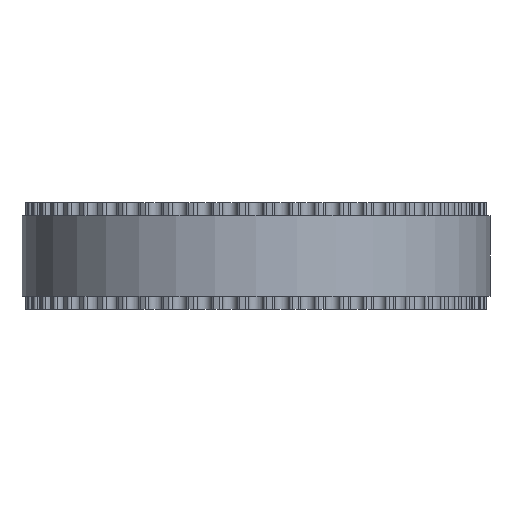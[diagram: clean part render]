
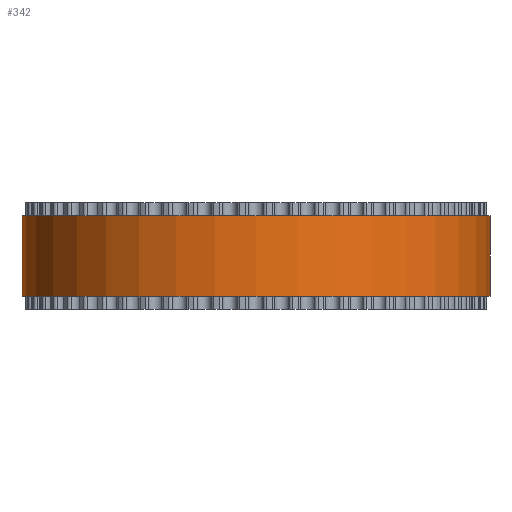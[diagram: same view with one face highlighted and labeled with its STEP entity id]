
A CAD part, front view. The second image highlights one B-rep face of the part: STEP entity #342.
In plain terms, the highlighted cylindrical face has radius 17.507 mm (diameter 35.014 mm), a full revolution.
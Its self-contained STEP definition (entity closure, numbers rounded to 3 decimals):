
#97=FACE_BOUND('',#1008,.T.);
#98=FACE_BOUND('',#1009,.T.);
#342=ADVANCED_FACE('',(#97,#98),#563,.T.);
#563=CYLINDRICAL_SURFACE('',#4983,17.507);
#1008=EDGE_LOOP('',(#2770));
#1009=EDGE_LOOP('',(#2771));
#2770=ORIENTED_EDGE('',*,*,#3874,.T.);
#2771=ORIENTED_EDGE('',*,*,#3875,.T.);
#3212=VERTEX_POINT('',#7860);
#3213=VERTEX_POINT('',#7862);
#3874=EDGE_CURVE('',#3212,#3212,#4316,.T.);
#3875=EDGE_CURVE('',#3213,#3213,#4317,.T.);
#4316=CIRCLE('',#4981,17.507);
#4317=CIRCLE('',#4982,17.507);
#4981=AXIS2_PLACEMENT_3D('',#7859,#6530,#6531);
#4982=AXIS2_PLACEMENT_3D('',#7861,#6532,#6533);
#4983=AXIS2_PLACEMENT_3D('',#7863,#6534,#6535);
#6530=DIRECTION('',(0.,0.,1.));
#6531=DIRECTION('',(1.,0.,0.));
#6532=DIRECTION('',(0.,0.,-1.));
#6533=DIRECTION('',(1.,0.,0.));
#6534=DIRECTION('',(0.,0.,1.));
#6535=DIRECTION('',(1.,0.,0.));
#7859=CARTESIAN_POINT('',(0.,0.,1.));
#7860=CARTESIAN_POINT('',(17.507,0.,1.));
#7861=CARTESIAN_POINT('',(0.,0.,7.));
#7862=CARTESIAN_POINT('',(17.507,0.,7.));
#7863=CARTESIAN_POINT('',(0.,0.,1.));
